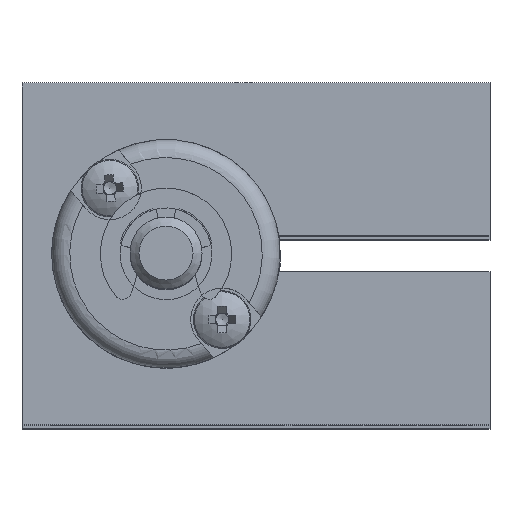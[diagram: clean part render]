
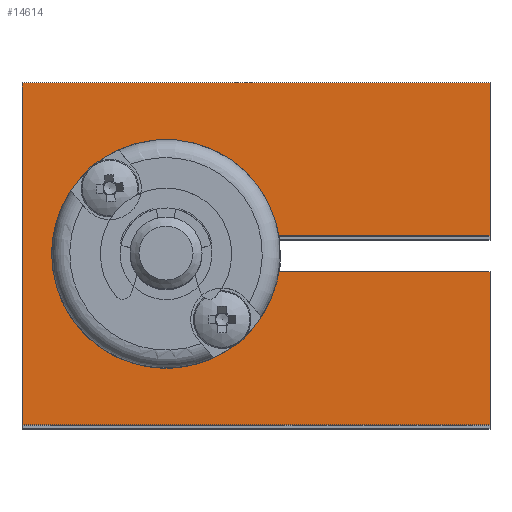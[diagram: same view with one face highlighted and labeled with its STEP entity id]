
A CAD part, top view. The second image highlights one B-rep face of the part: STEP entity #14614.
In plain terms, the highlighted planar face has unit normal (0, 0, 1).
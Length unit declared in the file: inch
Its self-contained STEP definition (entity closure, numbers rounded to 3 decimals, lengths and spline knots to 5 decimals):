
#189 = VERTEX_POINT ( 'NONE', #1723 ) ;
#242 = DIRECTION ( 'NONE',  ( 0., -1., 0. ) ) ;
#305 = LINE ( 'NONE', #1581, #2721 ) ;
#320 = EDGE_CURVE ( 'NONE', #13644, #671, #3147, .T. ) ;
#671 = VERTEX_POINT ( 'NONE', #3097 ) ;
#875 = DIRECTION ( 'NONE',  ( 1., 0., 0. ) ) ;
#1394 = DIRECTION ( 'NONE',  ( 0., 0., -1. ) ) ;
#1581 = CARTESIAN_POINT ( 'NONE',  ( 0.24688, -0.03937, -1.16142 ) ) ;
#1674 = ORIENTED_EDGE ( 'NONE', *, *, #4715, .T. ) ;
#1723 = CARTESIAN_POINT ( 'NONE',  ( 0.24688, -0.03937, -1.16142 ) ) ;
#2081 = FACE_OUTER_BOUND ( 'NONE', #9318, .T. ) ;
#2147 = ORIENTED_EDGE ( 'NONE', *, *, #2917, .T. ) ;
#2233 = DIRECTION ( 'NONE',  ( 1., 0., 0. ) ) ;
#2284 = CIRCLE ( 'NONE', #11160, 0.25 ) ;
#2568 = VERTEX_POINT ( 'NONE', #5318 ) ;
#2721 = VECTOR ( 'NONE', #7127, 39.37008 ) ;
#2810 = CARTESIAN_POINT ( 'NONE',  ( 0.70866, 0.37402, -1.16142 ) ) ;
#2816 = VERTEX_POINT ( 'NONE', #3676 ) ;
#2850 = ORIENTED_EDGE ( 'NONE', *, *, #11208, .T. ) ;
#2917 = EDGE_CURVE ( 'NONE', #11675, #2816, #3122, .T. ) ;
#3062 = LINE ( 'NONE', #8690, #8704 ) ;
#3097 = CARTESIAN_POINT ( 'NONE',  ( 0.70866, -0.03937, -1.16142 ) ) ;
#3122 = LINE ( 'NONE', #6582, #8784 ) ;
#3147 = LINE ( 'NONE', #14633, #4875 ) ;
#3351 = DIRECTION ( 'NONE',  ( 0., -1., 0. ) ) ;
#3676 = CARTESIAN_POINT ( 'NONE',  ( -0.31496, 0.37402, -1.16142 ) ) ;
#4151 = EDGE_CURVE ( 'NONE', #189, #14737, #2284, .T. ) ;
#4715 = EDGE_CURVE ( 'NONE', #2568, #11675, #10678, .T. ) ;
#4875 = VECTOR ( 'NONE', #11038, 39.37008 ) ;
#5027 = DIRECTION ( 'NONE',  ( 0., 1., 0. ) ) ;
#5318 = CARTESIAN_POINT ( 'NONE',  ( 0.70866, 0.03937, -1.16142 ) ) ;
#5616 = LINE ( 'NONE', #11320, #5828 ) ;
#5810 = ORIENTED_EDGE ( 'NONE', *, *, #14578, .T. ) ;
#5828 = VECTOR ( 'NONE', #2233, 39.37008 ) ;
#6129 = CARTESIAN_POINT ( 'NONE',  ( 0.24688, 0.03937, -1.16142 ) ) ;
#6582 = CARTESIAN_POINT ( 'NONE',  ( -0.31496, 0.37402, -1.16142 ) ) ;
#6955 = ORIENTED_EDGE ( 'NONE', *, *, #4151, .T. ) ;
#7090 = ORIENTED_EDGE ( 'NONE', *, *, #9370, .T. ) ;
#7104 = VERTEX_POINT ( 'NONE', #13217 ) ;
#7127 = DIRECTION ( 'NONE',  ( -1., 0., 0. ) ) ;
#7630 = CARTESIAN_POINT ( 'NONE',  ( -0.31496, -0.37402, -1.16142 ) ) ;
#7867 = DIRECTION ( 'NONE',  ( 0., -1., 0. ) ) ;
#8690 = CARTESIAN_POINT ( 'NONE',  ( -0.31496, 0.37402, -1.16142 ) ) ;
#8704 = VECTOR ( 'NONE', #242, 39.37008 ) ;
#8784 = VECTOR ( 'NONE', #14463, 39.37008 ) ;
#8803 = EDGE_CURVE ( 'NONE', #7104, #13644, #13341, .T. ) ;
#8881 = CARTESIAN_POINT ( 'NONE',  ( 0.70866, -0.37402, -1.16142 ) ) ;
#8931 = VECTOR ( 'NONE', #875, 39.37008 ) ;
#8990 = VECTOR ( 'NONE', #5027, 39.37008 ) ;
#9318 = EDGE_LOOP ( 'NONE', ( #1674, #2147, #7090, #12379, #12871, #2850, #6955, #5810 ) ) ;
#9370 = EDGE_CURVE ( 'NONE', #2816, #7104, #3062, .T. ) ;
#9543 = CARTESIAN_POINT ( 'NONE',  ( 0.70866, 0.37402, -1.16142 ) ) ;
#10195 = CARTESIAN_POINT ( 'NONE',  ( 0., 0., -1.16142 ) ) ;
#10678 = LINE ( 'NONE', #9543, #8990 ) ;
#11038 = DIRECTION ( 'NONE',  ( 0., 1., 0. ) ) ;
#11160 = AXIS2_PLACEMENT_3D ( 'NONE', #10195, #1394, #3351 ) ;
#11208 = EDGE_CURVE ( 'NONE', #671, #189, #305, .T. ) ;
#11320 = CARTESIAN_POINT ( 'NONE',  ( 0.24688, 0.03937, -1.16142 ) ) ;
#11336 = AXIS2_PLACEMENT_3D ( 'NONE', #13571, #14618, #7867 ) ;
#11675 = VERTEX_POINT ( 'NONE', #2810 ) ;
#12379 = ORIENTED_EDGE ( 'NONE', *, *, #8803, .T. ) ;
#12668 = PLANE ( 'NONE',  #11336 ) ;
#12871 = ORIENTED_EDGE ( 'NONE', *, *, #320, .T. ) ;
#13217 = CARTESIAN_POINT ( 'NONE',  ( -0.31496, -0.37402, -1.16142 ) ) ;
#13341 = LINE ( 'NONE', #7630, #8931 ) ;
#13571 = CARTESIAN_POINT ( 'NONE',  ( 0., 0., -1.16142 ) ) ;
#13644 = VERTEX_POINT ( 'NONE', #8881 ) ;
#14463 = DIRECTION ( 'NONE',  ( -1., 0., 0. ) ) ;
#14578 = EDGE_CURVE ( 'NONE', #14737, #2568, #5616, .T. ) ;
#14614 = ADVANCED_FACE ( 'NONE', ( #2081 ), #12668, .T. ) ;
#14618 = DIRECTION ( 'NONE',  ( 0., 0., 1. ) ) ;
#14633 = CARTESIAN_POINT ( 'NONE',  ( 0.70866, -0.37402, -1.16142 ) ) ;
#14737 = VERTEX_POINT ( 'NONE', #6129 ) ;
